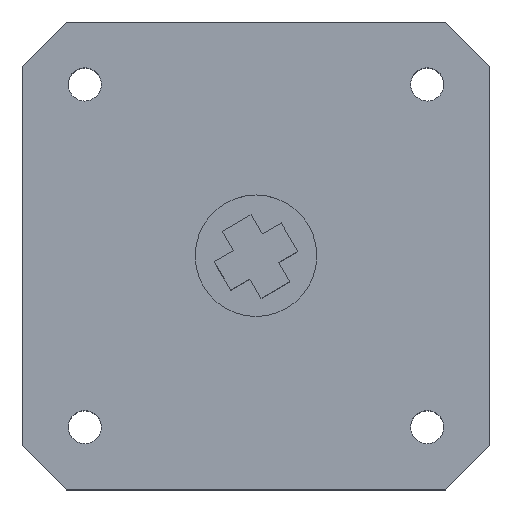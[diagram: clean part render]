
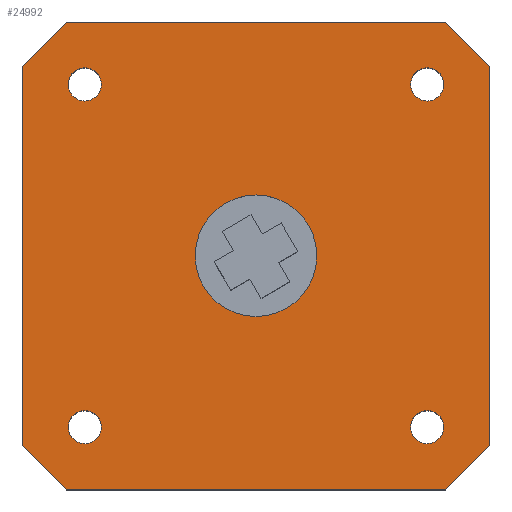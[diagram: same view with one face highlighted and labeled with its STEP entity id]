
A CAD part, top view. The second image highlights one B-rep face of the part: STEP entity #24992.
In plain terms, the highlighted planar face has unit normal (0, 0, 1).
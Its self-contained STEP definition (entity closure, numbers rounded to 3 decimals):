
#24437=CARTESIAN_POINT('',(228.5,122.,83.5));
#24438=VERTEX_POINT('',#24437);
#24453=CARTESIAN_POINT('',(234.,122.,83.5));
#24454=DIRECTION('',(0.,0.,-1.));
#24455=DIRECTION('',(-1.,0.,-0.));
#24456=AXIS2_PLACEMENT_3D('',#24453,#24454,#24455);
#24457=CIRCLE('',#24456,5.5);
#24458=EDGE_CURVE('',#24438,#24438,#24457,.T.);
#24468=CARTESIAN_POINT('',(216.85,100.85,83.5));
#24469=VERTEX_POINT('',#24468);
#24470=CARTESIAN_POINT('',(212.85,104.85,83.5));
#24471=VERTEX_POINT('',#24470);
#24472=CARTESIAN_POINT('',(216.85,100.85,83.5));
#24473=DIRECTION('',(-0.707,0.707,-0.));
#24474=VECTOR('',#24473,5.657);
#24475=LINE('',#24472,#24474);
#24476=EDGE_CURVE('',#24469,#24471,#24475,.T.);
#24508=CARTESIAN_POINT('',(212.85,139.15,83.5));
#24509=VERTEX_POINT('',#24508);
#24510=CARTESIAN_POINT('',(212.85,104.85,83.5));
#24511=DIRECTION('',(0.,1.,0.));
#24512=VECTOR('',#24511,34.3);
#24513=LINE('',#24510,#24512);
#24514=EDGE_CURVE('',#24471,#24509,#24513,.T.);
#24539=CARTESIAN_POINT('',(216.85,143.15,83.5));
#24540=VERTEX_POINT('',#24539);
#24541=CARTESIAN_POINT('',(212.85,139.15,83.5));
#24542=DIRECTION('',(0.707,0.707,0.));
#24543=VECTOR('',#24542,5.657);
#24544=LINE('',#24541,#24543);
#24545=EDGE_CURVE('',#24509,#24540,#24544,.T.);
#24570=CARTESIAN_POINT('',(251.15,143.15,83.5));
#24571=VERTEX_POINT('',#24570);
#24572=CARTESIAN_POINT('',(216.85,143.15,83.5));
#24573=DIRECTION('',(1.,0.,0.));
#24574=VECTOR('',#24573,34.3);
#24575=LINE('',#24572,#24574);
#24576=EDGE_CURVE('',#24540,#24571,#24575,.T.);
#24601=CARTESIAN_POINT('',(255.15,139.15,83.5));
#24602=VERTEX_POINT('',#24601);
#24603=CARTESIAN_POINT('',(251.15,143.15,83.5));
#24604=DIRECTION('',(0.707,-0.707,0.));
#24605=VECTOR('',#24604,5.657);
#24606=LINE('',#24603,#24605);
#24607=EDGE_CURVE('',#24571,#24602,#24606,.T.);
#24632=CARTESIAN_POINT('',(255.15,104.85,83.5));
#24633=VERTEX_POINT('',#24632);
#24634=CARTESIAN_POINT('',(255.15,139.15,83.5));
#24635=DIRECTION('',(0.,-1.,0.));
#24636=VECTOR('',#24635,34.3);
#24637=LINE('',#24634,#24636);
#24638=EDGE_CURVE('',#24602,#24633,#24637,.T.);
#24663=CARTESIAN_POINT('',(251.15,100.85,83.5));
#24664=VERTEX_POINT('',#24663);
#24665=CARTESIAN_POINT('',(255.15,104.85,83.5));
#24666=DIRECTION('',(-0.707,-0.707,-0.));
#24667=VECTOR('',#24666,5.657);
#24668=LINE('',#24665,#24667);
#24669=EDGE_CURVE('',#24633,#24664,#24668,.T.);
#24694=CARTESIAN_POINT('',(251.,106.5,83.5));
#24695=VERTEX_POINT('',#24694);
#24704=CARTESIAN_POINT('',(248.,106.5,83.5));
#24705=VERTEX_POINT('',#24704);
#24706=CARTESIAN_POINT('',(249.5,106.5,83.5));
#24707=DIRECTION('',(0.,0.,-1.));
#24708=DIRECTION('',(-1.,0.,-0.));
#24709=AXIS2_PLACEMENT_3D('',#24706,#24707,#24708);
#24710=CIRCLE('',#24709,1.5);
#24711=EDGE_CURVE('',#24705,#24695,#24710,.T.);
#24713=CARTESIAN_POINT('',(249.5,106.5,83.5));
#24714=DIRECTION('',(0.,0.,-1.));
#24715=DIRECTION('',(-1.,0.,-0.));
#24716=AXIS2_PLACEMENT_3D('',#24713,#24714,#24715);
#24717=CIRCLE('',#24716,1.5);
#24718=EDGE_CURVE('',#24695,#24705,#24717,.T.);
#24745=CARTESIAN_POINT('',(251.,137.5,83.5));
#24746=VERTEX_POINT('',#24745);
#24755=CARTESIAN_POINT('',(248.,137.5,83.5));
#24756=VERTEX_POINT('',#24755);
#24757=CARTESIAN_POINT('',(249.5,137.5,83.5));
#24758=DIRECTION('',(0.,0.,-1.));
#24759=DIRECTION('',(-1.,0.,-0.));
#24760=AXIS2_PLACEMENT_3D('',#24757,#24758,#24759);
#24761=CIRCLE('',#24760,1.5);
#24762=EDGE_CURVE('',#24756,#24746,#24761,.T.);
#24764=CARTESIAN_POINT('',(249.5,137.5,83.5));
#24765=DIRECTION('',(0.,0.,-1.));
#24766=DIRECTION('',(-1.,0.,-0.));
#24767=AXIS2_PLACEMENT_3D('',#24764,#24765,#24766);
#24768=CIRCLE('',#24767,1.5);
#24769=EDGE_CURVE('',#24746,#24756,#24768,.T.);
#24796=CARTESIAN_POINT('',(220.,106.5,83.5));
#24797=VERTEX_POINT('',#24796);
#24806=CARTESIAN_POINT('',(217.,106.5,83.5));
#24807=VERTEX_POINT('',#24806);
#24808=CARTESIAN_POINT('',(218.5,106.5,83.5));
#24809=DIRECTION('',(0.,0.,-1.));
#24810=DIRECTION('',(-1.,0.,-0.));
#24811=AXIS2_PLACEMENT_3D('',#24808,#24809,#24810);
#24812=CIRCLE('',#24811,1.5);
#24813=EDGE_CURVE('',#24807,#24797,#24812,.T.);
#24815=CARTESIAN_POINT('',(218.5,106.5,83.5));
#24816=DIRECTION('',(0.,0.,-1.));
#24817=DIRECTION('',(-1.,0.,-0.));
#24818=AXIS2_PLACEMENT_3D('',#24815,#24816,#24817);
#24819=CIRCLE('',#24818,1.5);
#24820=EDGE_CURVE('',#24797,#24807,#24819,.T.);
#24847=CARTESIAN_POINT('',(220.,137.5,83.5));
#24848=VERTEX_POINT('',#24847);
#24857=CARTESIAN_POINT('',(217.,137.5,83.5));
#24858=VERTEX_POINT('',#24857);
#24859=CARTESIAN_POINT('',(218.5,137.5,83.5));
#24860=DIRECTION('',(0.,0.,-1.));
#24861=DIRECTION('',(-1.,0.,-0.));
#24862=AXIS2_PLACEMENT_3D('',#24859,#24860,#24861);
#24863=CIRCLE('',#24862,1.5);
#24864=EDGE_CURVE('',#24858,#24848,#24863,.T.);
#24866=CARTESIAN_POINT('',(218.5,137.5,83.5));
#24867=DIRECTION('',(0.,0.,-1.));
#24868=DIRECTION('',(-1.,0.,-0.));
#24869=AXIS2_PLACEMENT_3D('',#24866,#24867,#24868);
#24870=CIRCLE('',#24869,1.5);
#24871=EDGE_CURVE('',#24848,#24858,#24870,.T.);
#24898=CARTESIAN_POINT('',(251.15,100.85,83.5));
#24899=DIRECTION('',(-1.,0.,-0.));
#24900=VECTOR('',#24899,34.3);
#24901=LINE('',#24898,#24900);
#24902=EDGE_CURVE('',#24664,#24469,#24901,.T.);
#24958=CARTESIAN_POINT('',(468.,0.,83.5));
#24959=DIRECTION('',(0.,0.,-1.));
#24960=DIRECTION('',(-1.,0.,-0.));
#24961=AXIS2_PLACEMENT_3D('',#24958,#24959,#24960);
#24962=PLANE('',#24961);
#24963=ORIENTED_EDGE('',*,*,#24458,.T.);
#24964=EDGE_LOOP('',(#24963));
#24965=FACE_BOUND('',#24964,.T.);
#24966=ORIENTED_EDGE('',*,*,#24864,.T.);
#24967=ORIENTED_EDGE('',*,*,#24871,.T.);
#24968=EDGE_LOOP('',(#24966,#24967));
#24969=FACE_BOUND('',#24968,.T.);
#24970=ORIENTED_EDGE('',*,*,#24813,.T.);
#24971=ORIENTED_EDGE('',*,*,#24820,.T.);
#24972=EDGE_LOOP('',(#24970,#24971));
#24973=FACE_BOUND('',#24972,.T.);
#24974=ORIENTED_EDGE('',*,*,#24762,.T.);
#24975=ORIENTED_EDGE('',*,*,#24769,.T.);
#24976=EDGE_LOOP('',(#24974,#24975));
#24977=FACE_BOUND('',#24976,.T.);
#24978=ORIENTED_EDGE('',*,*,#24711,.T.);
#24979=ORIENTED_EDGE('',*,*,#24718,.T.);
#24980=EDGE_LOOP('',(#24978,#24979));
#24981=FACE_BOUND('',#24980,.T.);
#24982=ORIENTED_EDGE('',*,*,#24476,.F.);
#24983=ORIENTED_EDGE('',*,*,#24902,.F.);
#24984=ORIENTED_EDGE('',*,*,#24669,.F.);
#24985=ORIENTED_EDGE('',*,*,#24638,.F.);
#24986=ORIENTED_EDGE('',*,*,#24607,.F.);
#24987=ORIENTED_EDGE('',*,*,#24576,.F.);
#24988=ORIENTED_EDGE('',*,*,#24545,.F.);
#24989=ORIENTED_EDGE('',*,*,#24514,.F.);
#24990=EDGE_LOOP('',(#24982,#24983,#24984,#24985,#24986,#24987,#24988,#24989));
#24991=FACE_BOUND('',#24990,.T.);
#24992=ADVANCED_FACE('',(#24965,#24969,#24973,#24977,#24981,#24991),#24962,.F.);
